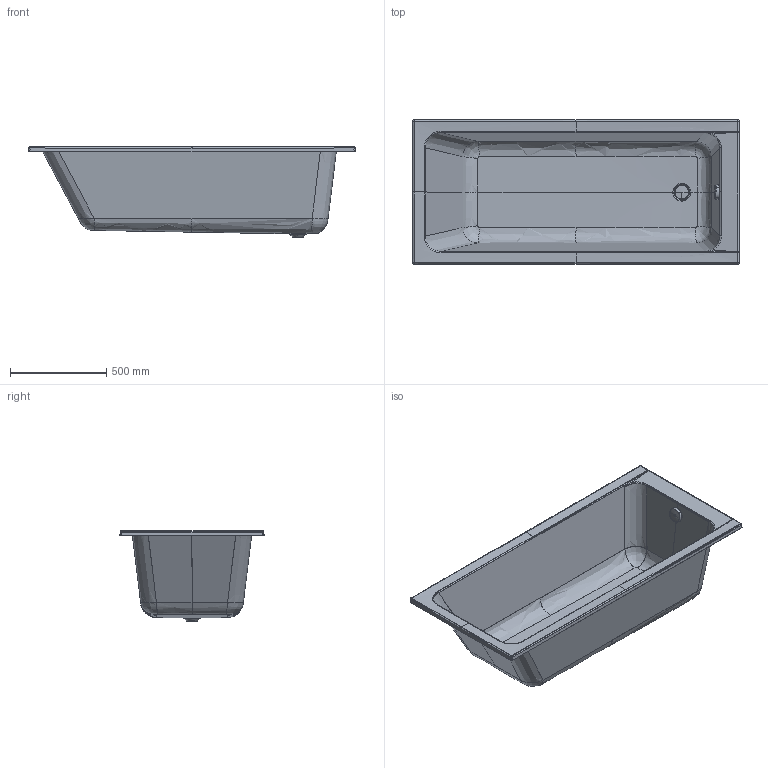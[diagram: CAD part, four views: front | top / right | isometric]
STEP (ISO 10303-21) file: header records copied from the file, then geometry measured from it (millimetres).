
FILE_DESCRIPTION(/* description */ (''),/* implementation_level */ '2;1');
FILE_NAME(/* name */ '700671',/* time_stamp */ '2023-10-11T15:20:44+02:00',/* author */ (''),/* organization */ (''),/* preprocessor_version */ 'ST-DEVELOPER v15',/* originating_system */ '',/* authorisation */ '');
FILE_SCHEMA (('AUTOMOTIVE_DESIGN'));
Length unit declared in the file: millimetre
Products named in the file (1): Document
Bounding box: 1700 x 750 x 470.98 mm (x, y, z)
Volume: 47555.1 mm3; surface area: 5394877.9 mm2
Topology: 3 solids, 4 shells, 468 faces, 1244 edges, 724 vertices
Faces by surface type: bspline 360, plane 108
Entity records: 63098 total; most frequent: CARTESIAN_POINT 56067, ORIENTED_EDGE 2400, EDGE_CURVE 1206, B_SPLINE_CURVE_WITH_KNOTS 791, VERTEX_POINT 724, EDGE_LOOP 484, ADVANCED_FACE 468, FACE_OUTER_BOUND 468
